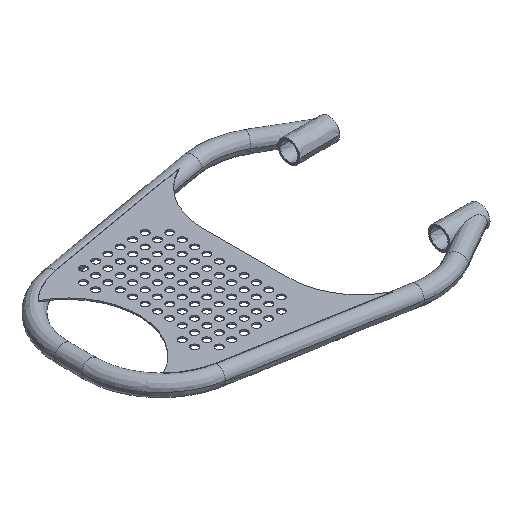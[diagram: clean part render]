
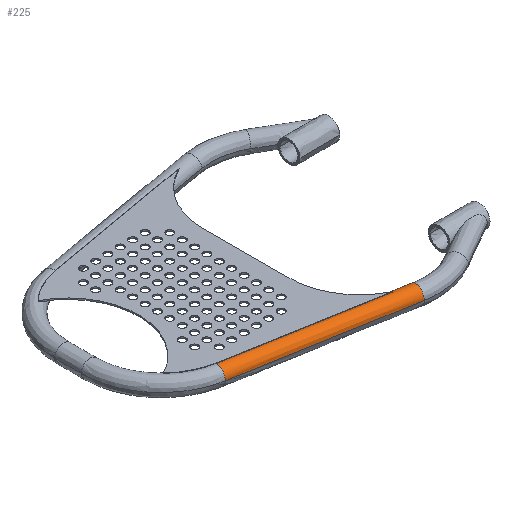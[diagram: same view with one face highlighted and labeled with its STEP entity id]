
A CAD part, isometric view. The second image highlights one B-rep face of the part: STEP entity #225.
In plain terms, the highlighted free-form (B-spline) face has degree [3, 2] with [4, 5] control points.
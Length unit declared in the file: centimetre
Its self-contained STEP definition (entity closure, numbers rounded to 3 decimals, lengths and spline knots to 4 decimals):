
#225=ADVANCED_FACE('',(#651),#4395,.T.);
#651=FACE_OUTER_BOUND('',#1071,.T.);
#1071=EDGE_LOOP('',(#2242,#2243,#2244,#2245));
#2242=ORIENTED_EDGE('',*,*,#3017,.T.);
#2243=ORIENTED_EDGE('',*,*,#3018,.T.);
#2244=ORIENTED_EDGE('',*,*,#3016,.F.);
#2245=ORIENTED_EDGE('',*,*,#3015,.F.);
#3015=EDGE_CURVE('',#4155,#4153,#3731,.T.);
#3016=EDGE_CURVE('',#4153,#4156,#3732,.T.);
#3017=EDGE_CURVE('',#4155,#4157,#3733,.T.);
#3018=EDGE_CURVE('',#4157,#4156,#3734,.T.);
#3731=(
BOUNDED_CURVE()
B_SPLINE_CURVE(2,(#10695,#10696,#10697,#10698,#10699),.UNSPECIFIED.,.F.,
 .F.)
B_SPLINE_CURVE_WITH_KNOTS((3,2,3),(3.1416,4.7124,6.2832),
 .UNSPECIFIED.)
CURVE()
GEOMETRIC_REPRESENTATION_ITEM()
RATIONAL_B_SPLINE_CURVE((1.,0.707,1.,0.707,1.))
REPRESENTATION_ITEM('')
);
#3732=(
BOUNDED_CURVE()
B_SPLINE_CURVE(3,(#10700,#10701,#10702,#10703),.UNSPECIFIED.,.F.,.F.)
B_SPLINE_CURVE_WITH_KNOTS((4,4),(0.,19.4169),.UNSPECIFIED.)
CURVE()
GEOMETRIC_REPRESENTATION_ITEM()
RATIONAL_B_SPLINE_CURVE((1.,1.,1.,1.))
REPRESENTATION_ITEM('')
);
#3733=(
BOUNDED_CURVE()
B_SPLINE_CURVE(3,(#10704,#10705,#10706,#10707),.UNSPECIFIED.,.F.,.F.)
B_SPLINE_CURVE_WITH_KNOTS((4,4),(0.,19.4169),.UNSPECIFIED.)
CURVE()
GEOMETRIC_REPRESENTATION_ITEM()
RATIONAL_B_SPLINE_CURVE((1.,1.,1.,1.))
REPRESENTATION_ITEM('')
);
#3734=(
BOUNDED_CURVE()
B_SPLINE_CURVE(2,(#10708,#10709,#10710,#10711,#10712),.UNSPECIFIED.,.F.,
 .F.)
B_SPLINE_CURVE_WITH_KNOTS((3,2,3),(3.1416,4.7124,6.2832),
 .UNSPECIFIED.)
CURVE()
GEOMETRIC_REPRESENTATION_ITEM()
RATIONAL_B_SPLINE_CURVE((1.,0.707,1.,0.707,1.))
REPRESENTATION_ITEM('')
);
#4153=VERTEX_POINT('',#10633);
#4155=VERTEX_POINT('',#10635);
#4156=VERTEX_POINT('',#10636);
#4157=VERTEX_POINT('',#10637);
#4395=(
BOUNDED_SURFACE()
B_SPLINE_SURFACE(3,2,((#9175,#9176,#9177,#9178,#9179),(#9180,#9181,#9182,
#9183,#9184),(#9185,#9186,#9187,#9188,#9189),(#9190,#9191,#9192,#9193,#9194)),
 .UNSPECIFIED.,.F.,.F.,.F.)
B_SPLINE_SURFACE_WITH_KNOTS((4,4),(3,2,3),(0.,19.4169),(3.1416,
4.7124,6.2832),.UNSPECIFIED.)
GEOMETRIC_REPRESENTATION_ITEM()
RATIONAL_B_SPLINE_SURFACE(((1.,0.707,1.,0.707,1.),
(1.,0.707,1.,0.707,1.),(1.,0.707,1.,
0.707,1.),(1.,0.707,1.,0.707,1.)))
REPRESENTATION_ITEM('')
SURFACE()
);
#9175=CARTESIAN_POINT('',(-128.3717,-87.209,0.));
#9176=CARTESIAN_POINT('',(-128.3717,-87.209,1.));
#9177=CARTESIAN_POINT('',(-128.5453,-88.1938,1.));
#9178=CARTESIAN_POINT('',(-128.719,-89.1786,1.));
#9179=CARTESIAN_POINT('',(-128.719,-89.1786,0.));
#9180=CARTESIAN_POINT('',(-134.7457,-86.0851,0.));
#9181=CARTESIAN_POINT('',(-134.7457,-86.0851,1.));
#9182=CARTESIAN_POINT('',(-134.9193,-87.0699,1.));
#9183=CARTESIAN_POINT('',(-135.093,-88.0547,1.));
#9184=CARTESIAN_POINT('',(-135.093,-88.0547,0.));
#9185=CARTESIAN_POINT('',(-141.1197,-84.9612,0.));
#9186=CARTESIAN_POINT('',(-141.1197,-84.9612,1.));
#9187=CARTESIAN_POINT('',(-141.2933,-85.946,1.));
#9188=CARTESIAN_POINT('',(-141.467,-86.9308,1.));
#9189=CARTESIAN_POINT('',(-141.467,-86.9308,0.));
#9190=CARTESIAN_POINT('',(-147.4937,-83.8373,0.));
#9191=CARTESIAN_POINT('',(-147.4937,-83.8373,1.));
#9192=CARTESIAN_POINT('',(-147.6673,-84.8221,1.));
#9193=CARTESIAN_POINT('',(-147.841,-85.8069,1.));
#9194=CARTESIAN_POINT('',(-147.841,-85.8069,0.));
#10633=CARTESIAN_POINT('',(-128.719,-89.1786,0.));
#10635=CARTESIAN_POINT('',(-128.3717,-87.209,0.));
#10636=CARTESIAN_POINT('',(-147.841,-85.8069,0.));
#10637=CARTESIAN_POINT('',(-147.4937,-83.8373,0.));
#10695=CARTESIAN_POINT('',(-128.3717,-87.209,0.));
#10696=CARTESIAN_POINT('',(-128.3717,-87.209,1.));
#10697=CARTESIAN_POINT('',(-128.5453,-88.1938,1.));
#10698=CARTESIAN_POINT('',(-128.719,-89.1786,1.));
#10699=CARTESIAN_POINT('',(-128.719,-89.1786,0.));
#10700=CARTESIAN_POINT('',(-128.719,-89.1786,0.));
#10701=CARTESIAN_POINT('',(-135.093,-88.0547,0.));
#10702=CARTESIAN_POINT('',(-141.467,-86.9308,0.));
#10703=CARTESIAN_POINT('',(-147.841,-85.8069,0.));
#10704=CARTESIAN_POINT('',(-128.3717,-87.209,0.));
#10705=CARTESIAN_POINT('',(-134.7457,-86.0851,0.));
#10706=CARTESIAN_POINT('',(-141.1197,-84.9612,0.));
#10707=CARTESIAN_POINT('',(-147.4937,-83.8373,0.));
#10708=CARTESIAN_POINT('',(-147.4937,-83.8373,0.));
#10709=CARTESIAN_POINT('',(-147.4937,-83.8373,1.));
#10710=CARTESIAN_POINT('',(-147.6673,-84.8221,1.));
#10711=CARTESIAN_POINT('',(-147.841,-85.8069,1.));
#10712=CARTESIAN_POINT('',(-147.841,-85.8069,0.));
